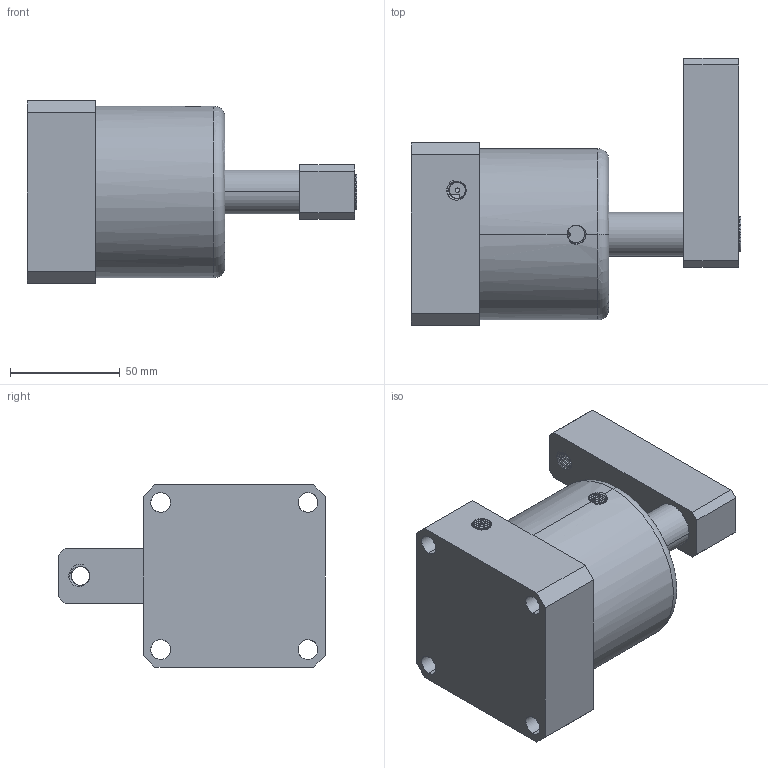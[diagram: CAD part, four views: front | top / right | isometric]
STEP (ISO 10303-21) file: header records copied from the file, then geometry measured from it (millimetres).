
FILE_DESCRIPTION (( 'STEP AP203' ), '1' );
FILE_NAME ('ASC-63S.STEP', '2019-05-20T07:34:47', ( 'User' ), ( 'china' ), 'SwSTEP 2.0', 'SolidWorks 2018', '' );
FILE_SCHEMA (( 'CONFIG_CONTROL_DESIGN' ));
Length unit declared in the file: millimetre
Products named in the file (5): ASC-63SYB; M10LC; ASC-63S; ASC-63BT_1; 63S活塞杆
Assembly tree (4 placements, depth 2):
  ASC-63S
    ASC-63BT_1
    63S活塞杆
    ASC-63SYB
    M10LC
Bounding box: 150 x 121.5 x 83 mm (x, y, z)
Volume: 457002.6 mm3; surface area: 87176.5 mm2
Topology: 4 solids, 4 shells, 261 faces, 859 edges, 614 vertices
Faces by surface type: cylinder 144, plane 42, bspline 40, cone 29, torus 6
Entity records: 41530 total; most frequent: CARTESIAN_POINT 34609, ORIENTED_EDGE 1714, EDGE_CURVE 857, DIRECTION 771, VERTEX_POINT 614, B_SPLINE_CURVE_WITH_KNOTS 584, EDGE_LOOP 285, AXIS2_PLACEMENT_3D 270
